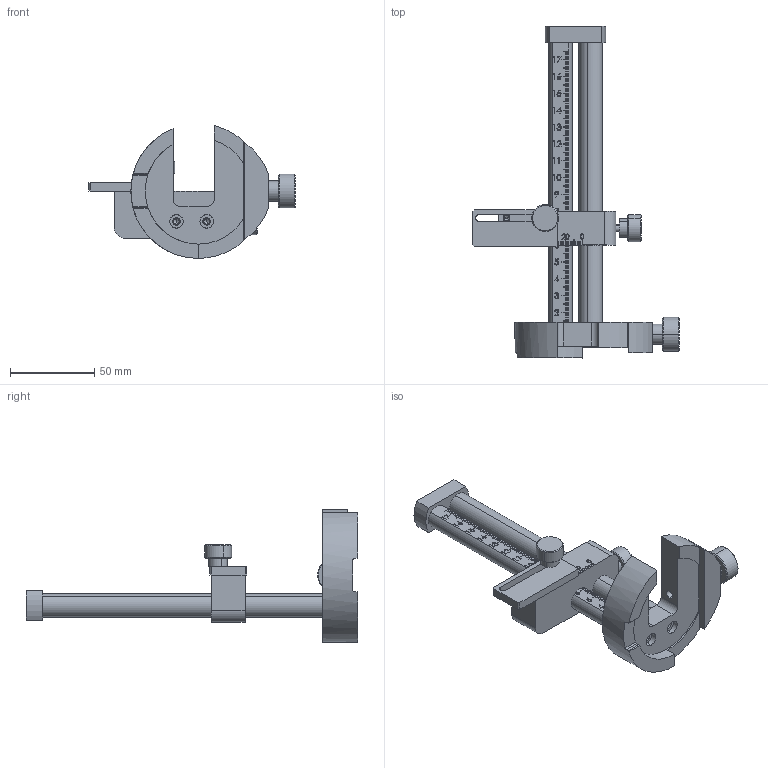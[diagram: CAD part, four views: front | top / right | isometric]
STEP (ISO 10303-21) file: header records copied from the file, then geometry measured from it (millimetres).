
FILE_DESCRIPTION (( 'STEP AP214' ), '1' );
FILE_NAME ('260.063.197.STEP', '2024-08-19T12:04:49', ( '' ), ( '' ), 'SwSTEP 2.0', 'SolidWorks 2022', '' );
FILE_SCHEMA (( 'AUTOMOTIVE_DESIGN' ));
Length unit declared in the file: millimetre
Products named in the file (11): VA5-ER6.014.178_A_ohne skala; 260.063.197; VA6-ER1.080.021_B; A-Voreinstellung-Raendel-16-M4; VA6-ER4.080.014_A; VA5-ER5.014.178_A; A-Voreinstellung-Raendel-20; VA5-ER3.036.018_A; ISO 8734 - 6 x 16_PreviewCfg; VA5-ER2.028.070_A; VA5-ER7.022.050_A
Assembly tree (12 placements, depth 2):
  260.063.197
    VA6-ER1.080.021_B
    VA5-ER5.014.178_A
    VA5-ER6.014.178_A_ohne skala
    VA5-ER3.036.018_A
    VA5-ER2.028.070_A
    VA6-ER4.080.014_A
    ISO 8734 - 6 x 16_PreviewCfg  x2
    A-Voreinstellung-Raendel-16-M4  x2
    A-Voreinstellung-Raendel-20
    VA5-ER7.022.050_A
Bounding box: 122.55 x 197 x 78.86 mm (x, y, z)
Volume: 160976.4 mm3; surface area: 54535.5 mm2
Topology: 12 solids, 12 shells, 1655 faces, 4300 edges, 2723 vertices
Faces by surface type: plane 1298, bspline 186, cylinder 100, cone 71
Entity records: 76637 total; most frequent: CARTESIAN_POINT 21535, ORIENTED_EDGE 8480, DIRECTION 7003, EDGE_CURVE 4240, LINE 3629, VECTOR 3629, VERTEX_POINT 2699, EDGE_LOOP 1725
